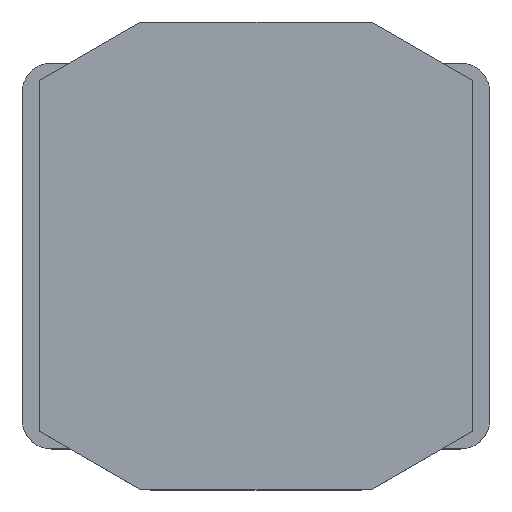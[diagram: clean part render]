
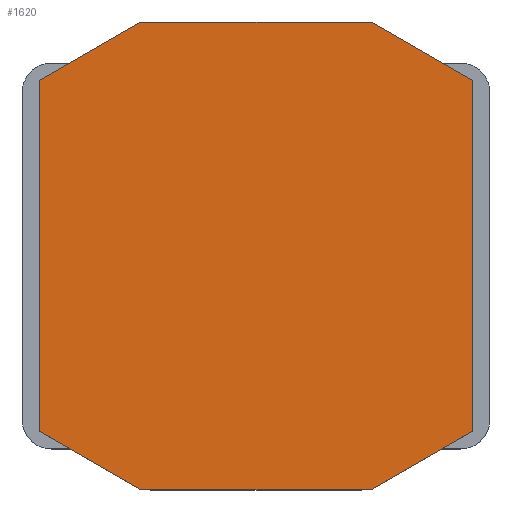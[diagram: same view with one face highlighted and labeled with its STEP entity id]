
A CAD part, top view. The second image highlights one B-rep face of the part: STEP entity #1620.
In plain terms, the highlighted planar face has unit normal (0, 0, 1).
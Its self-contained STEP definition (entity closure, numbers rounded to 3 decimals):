
#90=FACE_OUTER_BOUND('',#177,.T.);
#177=EDGE_LOOP('',(#1263,#1264,#1265,#1266,#1267,#1268,#1269,#1270));
#327=LINE('',#2444,#543);
#330=LINE('',#2449,#546);
#332=LINE('',#2453,#548);
#334=LINE('',#2457,#550);
#339=LINE('',#2468,#555);
#342=LINE('',#2473,#558);
#343=LINE('',#2475,#559);
#344=LINE('',#2477,#560);
#543=VECTOR('',#1984,10.);
#546=VECTOR('',#1989,10.);
#548=VECTOR('',#1993,10.);
#550=VECTOR('',#1997,10.);
#555=VECTOR('',#2006,10.);
#558=VECTOR('',#2011,10.);
#559=VECTOR('',#2014,10.);
#560=VECTOR('',#2017,10.);
#737=VERTEX_POINT('',#2441);
#738=VERTEX_POINT('',#2443);
#739=VERTEX_POINT('',#2447);
#740=VERTEX_POINT('',#2451);
#741=VERTEX_POINT('',#2455);
#744=VERTEX_POINT('',#2465);
#745=VERTEX_POINT('',#2467);
#746=VERTEX_POINT('',#2471);
#923=EDGE_CURVE('',#737,#738,#327,.T.);
#926=EDGE_CURVE('',#739,#737,#330,.T.);
#928=EDGE_CURVE('',#740,#739,#332,.T.);
#930=EDGE_CURVE('',#741,#740,#334,.T.);
#935=EDGE_CURVE('',#744,#745,#339,.T.);
#938=EDGE_CURVE('',#746,#744,#342,.T.);
#939=EDGE_CURVE('',#738,#746,#343,.T.);
#940=EDGE_CURVE('',#745,#741,#344,.T.);
#1263=ORIENTED_EDGE('',*,*,#940,.F.);
#1264=ORIENTED_EDGE('',*,*,#935,.F.);
#1265=ORIENTED_EDGE('',*,*,#938,.F.);
#1266=ORIENTED_EDGE('',*,*,#939,.F.);
#1267=ORIENTED_EDGE('',*,*,#923,.F.);
#1268=ORIENTED_EDGE('',*,*,#926,.F.);
#1269=ORIENTED_EDGE('',*,*,#928,.F.);
#1270=ORIENTED_EDGE('',*,*,#930,.F.);
#1537=PLANE('',#1735);
#1620=ADVANCED_FACE('',(#90),#1537,.T.);
#1735=AXIS2_PLACEMENT_3D('',#2476,#2015,#2016);
#1984=DIRECTION('',(1.,0.,0.));
#1989=DIRECTION('',(0.866,0.5,0.));
#1993=DIRECTION('',(0.,1.,0.));
#1997=DIRECTION('',(-0.866,0.5,0.));
#2006=DIRECTION('',(-0.866,-0.5,0.));
#2011=DIRECTION('',(0.,-1.,0.));
#2014=DIRECTION('',(0.866,-0.5,0.));
#2015=DIRECTION('center_axis',(0.,0.,1.));
#2016=DIRECTION('ref_axis',(1.,0.,0.));
#2017=DIRECTION('',(-1.,0.,0.));
#2441=CARTESIAN_POINT('',(-0.984,2.,1.65));
#2443=CARTESIAN_POINT('',(0.984,2.,1.65));
#2444=CARTESIAN_POINT('',(-0.984,2.,1.65));
#2447=CARTESIAN_POINT('',(-1.85,1.5,1.65));
#2449=CARTESIAN_POINT('',(-1.85,1.5,1.65));
#2451=CARTESIAN_POINT('',(-1.85,-1.5,1.65));
#2453=CARTESIAN_POINT('',(-1.85,-1.5,1.65));
#2455=CARTESIAN_POINT('',(-0.984,-2.,1.65));
#2457=CARTESIAN_POINT('',(-0.984,-2.,1.65));
#2465=CARTESIAN_POINT('',(1.85,-1.5,1.65));
#2467=CARTESIAN_POINT('',(0.984,-2.,1.65));
#2468=CARTESIAN_POINT('',(1.85,-1.5,1.65));
#2471=CARTESIAN_POINT('',(1.85,1.5,1.65));
#2473=CARTESIAN_POINT('',(1.85,1.5,1.65));
#2475=CARTESIAN_POINT('',(0.984,2.,1.65));
#2476=CARTESIAN_POINT('Origin',(0.,0.,
1.65));
#2477=CARTESIAN_POINT('',(0.984,-2.,1.65));
